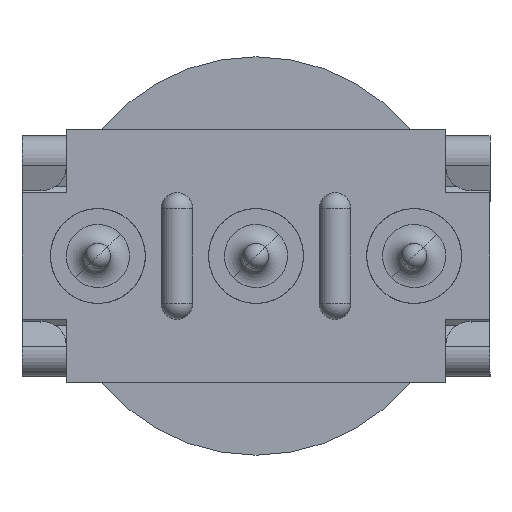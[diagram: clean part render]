
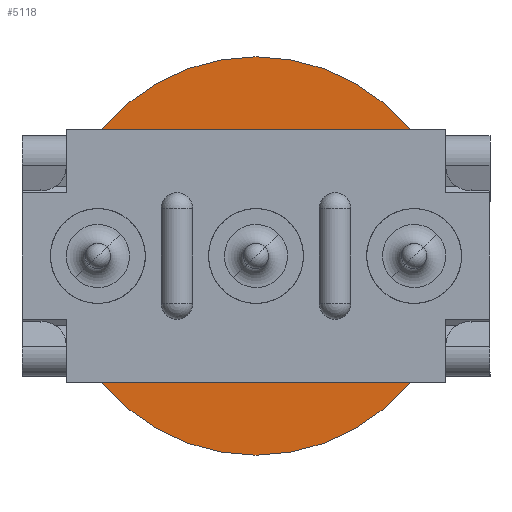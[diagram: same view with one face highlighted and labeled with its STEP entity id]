
A CAD part, front view. The second image highlights one B-rep face of the part: STEP entity #5118.
In plain terms, the highlighted planar face has unit normal (0, -1, 0).
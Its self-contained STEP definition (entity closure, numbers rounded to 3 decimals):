
#21 = CARTESIAN_POINT ( 'NONE',  ( 6.3, 0., 0. ) ) ;
#577 = VERTEX_POINT ( 'NONE', #3962 ) ;
#1000 = FACE_OUTER_BOUND ( 'NONE', #7449, .T. ) ;
#1014 = AXIS2_PLACEMENT_3D ( 'NONE', #6075, #5992, #7798 ) ;
#1049 = VERTEX_POINT ( 'NONE', #4903 ) ;
#1140 = DIRECTION ( 'NONE',  ( 0., 1., 0. ) ) ;
#1558 = ORIENTED_EDGE ( 'NONE', *, *, #5717, .F. ) ;
#1918 = EDGE_CURVE ( 'NONE', #1049, #577, #3772, .T. ) ;
#2964 = AXIS2_PLACEMENT_3D ( 'NONE', #6496, #1140, #7112 ) ;
#3345 = AXIS2_PLACEMENT_3D ( 'NONE', #21, #6747, #3660 ) ;
#3660 = DIRECTION ( 'NONE',  ( 0., 0., 1. ) ) ;
#3757 = ORIENTED_EDGE ( 'NONE', *, *, #1918, .F. ) ;
#3772 = CIRCLE ( 'NONE', #2964, 6.3 ) ;
#3962 = CARTESIAN_POINT ( 'NONE',  ( 0., 0., -6.3 ) ) ;
#4903 = CARTESIAN_POINT ( 'NONE',  ( 0., 0., 6.3 ) ) ;
#5118 = ADVANCED_FACE ( 'NONE', ( #1000 ), #7340, .F. ) ;
#5717 = EDGE_CURVE ( 'NONE', #577, #1049, #7352, .T. ) ;
#5992 = DIRECTION ( 'NONE',  ( 0., 1., 0. ) ) ;
#6075 = CARTESIAN_POINT ( 'NONE',  ( 0., 0., 0. ) ) ;
#6496 = CARTESIAN_POINT ( 'NONE',  ( 0., 0., 0. ) ) ;
#6747 = DIRECTION ( 'NONE',  ( 0., 1., 0. ) ) ;
#7112 = DIRECTION ( 'NONE',  ( 0., 0., 1. ) ) ;
#7340 = PLANE ( 'NONE',  #3345 ) ;
#7352 = CIRCLE ( 'NONE', #1014, 6.3 ) ;
#7449 = EDGE_LOOP ( 'NONE', ( #3757, #1558 ) ) ;
#7798 = DIRECTION ( 'NONE',  ( 0., 0., 1. ) ) ;
